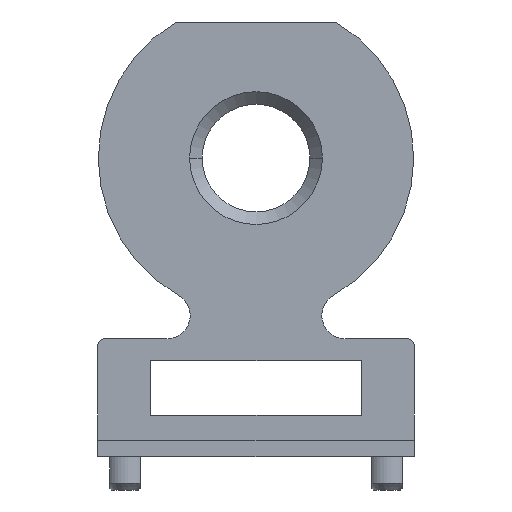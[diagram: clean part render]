
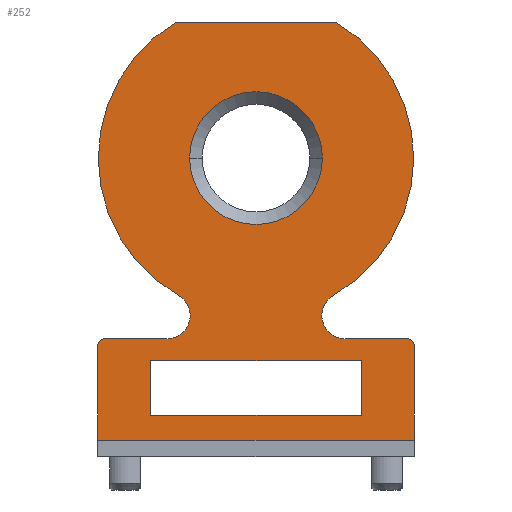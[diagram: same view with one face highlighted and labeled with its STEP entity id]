
A CAD part, front view. The second image highlights one B-rep face of the part: STEP entity #252.
In plain terms, the highlighted planar face has unit normal (0, -1, 0).
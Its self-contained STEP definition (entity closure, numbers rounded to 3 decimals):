
#252=ADVANCED_FACE('',(#644,#645,#646),#647,.F.);
#644=FACE_BOUND('',#1185,.T.);
#645=FACE_OUTER_BOUND('',#1186,.T.);
#646=FACE_BOUND('',#1187,.T.);
#647=PLANE('',#1188);
#1185=EDGE_LOOP('',(#1898,#1899));
#1186=EDGE_LOOP('',(#1900,#1901,#1902,#1903,#1904,#1905,#1906,#1907,#1908,#1909,#1910,#1911));
#1187=EDGE_LOOP('',(#1912,#1913,#1914,#1915,#1916,#1917,#1918,#1919));
#1188=AXIS2_PLACEMENT_3D('',#1920,#1921,#1922);
#1898=ORIENTED_EDGE('',*,*,#3254,.T.);
#1899=ORIENTED_EDGE('',*,*,#3271,.T.);
#1900=ORIENTED_EDGE('',*,*,#3349,.T.);
#1901=ORIENTED_EDGE('',*,*,#3324,.T.);
#1902=ORIENTED_EDGE('',*,*,#3356,.T.);
#1903=ORIENTED_EDGE('',*,*,#3357,.T.);
#1904=ORIENTED_EDGE('',*,*,#3358,.T.);
#1905=ORIENTED_EDGE('',*,*,#3359,.T.);
#1906=ORIENTED_EDGE('',*,*,#3360,.T.);
#1907=ORIENTED_EDGE('',*,*,#3361,.T.);
#1908=ORIENTED_EDGE('',*,*,#3362,.T.);
#1909=ORIENTED_EDGE('',*,*,#3363,.T.);
#1910=ORIENTED_EDGE('',*,*,#3364,.T.);
#1911=ORIENTED_EDGE('',*,*,#3353,.T.);
#1912=ORIENTED_EDGE('',*,*,#3365,.T.);
#1913=ORIENTED_EDGE('',*,*,#3366,.T.);
#1914=ORIENTED_EDGE('',*,*,#3367,.T.);
#1915=ORIENTED_EDGE('',*,*,#3368,.T.);
#1916=ORIENTED_EDGE('',*,*,#3369,.T.);
#1917=ORIENTED_EDGE('',*,*,#3370,.T.);
#1918=ORIENTED_EDGE('',*,*,#3371,.T.);
#1919=ORIENTED_EDGE('',*,*,#3372,.T.);
#1920=CARTESIAN_POINT('',(0.,0.,5.623));
#1921=DIRECTION('',(0.,1.0,0.));
#1922=DIRECTION('',(-1.0,0.,0.0));
#3254=EDGE_CURVE('',#3901,#3898,#3902,.T.);
#3271=EDGE_CURVE('',#3898,#3901,#3924,.T.);
#3324=EDGE_CURVE('',#3999,#3997,#4000,.T.);
#3349=EDGE_CURVE('',#4042,#3999,#4045,.T.);
#3353=EDGE_CURVE('',#4049,#4042,#4050,.T.);
#3356=EDGE_CURVE('',#3997,#4053,#4054,.T.);
#3357=EDGE_CURVE('',#4053,#4055,#4056,.T.);
#3358=EDGE_CURVE('',#4055,#4057,#4058,.T.);
#3359=EDGE_CURVE('',#4057,#4059,#4060,.T.);
#3360=EDGE_CURVE('',#4059,#4061,#4062,.T.);
#3361=EDGE_CURVE('',#4061,#4063,#4064,.T.);
#3362=EDGE_CURVE('',#4063,#4065,#4066,.T.);
#3363=EDGE_CURVE('',#4065,#4067,#4068,.T.);
#3364=EDGE_CURVE('',#4067,#4049,#4069,.T.);
#3365=EDGE_CURVE('',#4070,#4071,#4072,.T.);
#3366=EDGE_CURVE('',#4071,#4073,#4074,.T.);
#3367=EDGE_CURVE('',#4073,#4075,#4076,.T.);
#3368=EDGE_CURVE('',#4075,#4077,#4078,.T.);
#3369=EDGE_CURVE('',#4077,#4079,#4080,.T.);
#3370=EDGE_CURVE('',#4079,#4081,#4082,.T.);
#3371=EDGE_CURVE('',#4081,#4083,#4084,.T.);
#3372=EDGE_CURVE('',#4083,#4070,#4085,.T.);
#3898=VERTEX_POINT('',#4877);
#3901=VERTEX_POINT('',#4881);
#3902=CIRCLE('',#4882,2.0);
#3924=CIRCLE('',#4909,2.0);
#3997=VERTEX_POINT('',#5041);
#3999=VERTEX_POINT('',#5044);
#4000=LINE('',#5045,#5046);
#4042=VERTEX_POINT('',#5098);
#4045=LINE('',#5103,#5104);
#4049=VERTEX_POINT('',#5109);
#4050=LINE('',#5110,#5111);
#4053=VERTEX_POINT('',#5115);
#4054=CIRCLE('',#5116,0.2);
#4055=VERTEX_POINT('',#5117);
#4056=LINE('',#5118,#5119);
#4057=VERTEX_POINT('',#5120);
#4058=CIRCLE('',#5121,0.7);
#4059=VERTEX_POINT('',#5122);
#4060=CIRCLE('',#5123,4.751);
#4061=VERTEX_POINT('',#5124);
#4062=LINE('',#5125,#5126);
#4063=VERTEX_POINT('',#5127);
#4064=CIRCLE('',#5128,4.751);
#4065=VERTEX_POINT('',#5129);
#4066=CIRCLE('',#5130,0.7);
#4067=VERTEX_POINT('',#5131);
#4068=LINE('',#5132,#5133);
#4069=CIRCLE('',#5134,0.2);
#4070=VERTEX_POINT('',#5135);
#4071=VERTEX_POINT('',#5136);
#4072=LINE('',#5137,#5138);
#4073=VERTEX_POINT('',#5139);
#4074=CIRCLE('',#5140,0.01);
#4075=VERTEX_POINT('',#5141);
#4076=LINE('',#5142,#5143);
#4077=VERTEX_POINT('',#5144);
#4078=CIRCLE('',#5145,0.01);
#4079=VERTEX_POINT('',#5146);
#4080=LINE('',#5147,#5148);
#4081=VERTEX_POINT('',#5149);
#4082=CIRCLE('',#5150,0.01);
#4083=VERTEX_POINT('',#5151);
#4084=LINE('',#5152,#5153);
#4085=CIRCLE('',#5154,0.01);
#4877=CARTESIAN_POINT('',(-2.0,0.,9.0));
#4881=CARTESIAN_POINT('',(2.0,0.0,9.0));
#4882=AXIS2_PLACEMENT_3D('',#6243,#6244,#6245);
#4909=AXIS2_PLACEMENT_3D('',#6269,#6270,#6271);
#5041=CARTESIAN_POINT('',(4.765,0.,3.356));
#5044=CARTESIAN_POINT('',(4.765,0.,0.5));
#5045=CARTESIAN_POINT('',(4.765,0.,0.));
#5046=VECTOR('',#6320,1.0);
#5098=CARTESIAN_POINT('',(-4.765,0.,0.5));
#5103=CARTESIAN_POINT('',(0.,0.,0.5));
#5104=VECTOR('',#6363,1.0);
#5109=CARTESIAN_POINT('',(-4.765,0.,3.356));
#5110=CARTESIAN_POINT('',(-4.765,0.,3.356));
#5111=VECTOR('',#6365,1.0);
#5115=CARTESIAN_POINT('',(4.565,0.,3.556));
#5116=AXIS2_PLACEMENT_3D('',#6367,#6368,#6369);
#5117=CARTESIAN_POINT('',(2.684,0.,3.556));
#5118=CARTESIAN_POINT('',(4.565,0.,3.556));
#5119=VECTOR('',#6370,1.0);
#5120=CARTESIAN_POINT('',(2.34,0.,4.865));
#5121=AXIS2_PLACEMENT_3D('',#6371,#6372,#6373);
#5122=CARTESIAN_POINT('',(2.4,0.0,13.1));
#5123=AXIS2_PLACEMENT_3D('',#6374,#6375,#6376);
#5124=CARTESIAN_POINT('',(-2.4,0.0,13.1));
#5125=CARTESIAN_POINT('',(0.,0.,13.1));
#5126=VECTOR('',#6377,1.0);
#5127=CARTESIAN_POINT('',(-2.34,0.,4.865));
#5128=AXIS2_PLACEMENT_3D('',#6378,#6379,#6380);
#5129=CARTESIAN_POINT('',(-2.684,0.,3.556));
#5130=AXIS2_PLACEMENT_3D('',#6381,#6382,#6383);
#5131=CARTESIAN_POINT('',(-4.565,0.,3.556));
#5132=CARTESIAN_POINT('',(-2.684,0.,3.556));
#5133=VECTOR('',#6384,1.0);
#5134=AXIS2_PLACEMENT_3D('',#6385,#6386,#6387);
#5135=CARTESIAN_POINT('',(3.175,0.,2.89));
#5136=CARTESIAN_POINT('',(3.175,0.,1.26));
#5137=CARTESIAN_POINT('',(3.175,0.,4.053));
#5138=VECTOR('',#6388,1.0);
#5139=CARTESIAN_POINT('',(3.165,0.,1.25));
#5140=AXIS2_PLACEMENT_3D('',#6389,#6390,#6391);
#5141=CARTESIAN_POINT('',(-3.165,0.,1.25));
#5142=CARTESIAN_POINT('',(0.,0.,1.25));
#5143=VECTOR('',#6392,1.0);
#5144=CARTESIAN_POINT('',(-3.175,0.,1.26));
#5145=AXIS2_PLACEMENT_3D('',#6393,#6394,#6395);
#5146=CARTESIAN_POINT('',(-3.175,0.,2.89));
#5147=CARTESIAN_POINT('',(-3.175,0.,3.849));
#5148=VECTOR('',#6396,1.0);
#5149=CARTESIAN_POINT('',(-3.165,0.,2.9));
#5150=AXIS2_PLACEMENT_3D('',#6397,#6398,#6399);
#5151=CARTESIAN_POINT('',(3.165,0.,2.9));
#5152=CARTESIAN_POINT('',(0.,0.,2.9));
#5153=VECTOR('',#6400,1.0);
#5154=AXIS2_PLACEMENT_3D('',#6401,#6402,#6403);
#6243=CARTESIAN_POINT('',(0.0,0.,9.0));
#6244=DIRECTION('',(0.,1.0,0.));
#6245=DIRECTION('',(1.0,0.,0.));
#6269=CARTESIAN_POINT('',(0.0,0.,9.0));
#6270=DIRECTION('',(0.,1.0,0.));
#6271=DIRECTION('',(1.0,0.,0.));
#6320=DIRECTION('',(0.,0.,1.0));
#6363=DIRECTION('',(1.0,0.,0.0));
#6365=DIRECTION('',(0.,0.,-1.0));
#6367=CARTESIAN_POINT('',(4.565,0.,3.356));
#6368=DIRECTION('',(0.,-1.0,0.));
#6369=DIRECTION('',(1.0,0.,0.));
#6370=DIRECTION('',(-1.0,0.,0.0));
#6371=CARTESIAN_POINT('',(2.684,0.,4.256));
#6372=DIRECTION('',(0.,1.0,0.));
#6373=DIRECTION('',(0.,0.,-1.0));
#6374=CARTESIAN_POINT('',(0.,0.,9.0));
#6375=DIRECTION('',(0.,-1.0,0.));
#6376=DIRECTION('',(0.492,0.,-0.87));
#6377=DIRECTION('',(-1.0,0.,0.0));
#6378=CARTESIAN_POINT('',(0.,0.,9.0));
#6379=DIRECTION('',(0.,-1.0,0.));
#6380=DIRECTION('',(0.492,0.,-0.87));
#6381=CARTESIAN_POINT('',(-2.684,0.,4.256));
#6382=DIRECTION('',(0.,1.0,0.));
#6383=DIRECTION('',(0.492,0.,0.87));
#6384=DIRECTION('',(-1.0,0.,0.0));
#6385=CARTESIAN_POINT('',(-4.565,0.,3.356));
#6386=DIRECTION('',(0.,-1.0,0.));
#6387=DIRECTION('',(0.,0.,1.0));
#6388=DIRECTION('',(0.,0.,-1.0));
#6389=CARTESIAN_POINT('',(3.165,0.,1.26));
#6390=DIRECTION('',(0.,1.0,0.));
#6391=DIRECTION('',(1.0,0.,0.));
#6392=DIRECTION('',(-1.0,0.,0.));
#6393=CARTESIAN_POINT('',(-3.165,0.,1.26));
#6394=DIRECTION('',(0.,1.0,0.));
#6395=DIRECTION('',(0.,0.,-1.0));
#6396=DIRECTION('',(0.,0.,1.0));
#6397=CARTESIAN_POINT('',(-3.165,0.,2.89));
#6398=DIRECTION('',(0.,1.0,0.));
#6399=DIRECTION('',(-1.0,0.,0.));
#6400=DIRECTION('',(1.0,0.,0.));
#6401=CARTESIAN_POINT('',(3.165,0.,2.89));
#6402=DIRECTION('',(0.,1.0,0.));
#6403=DIRECTION('',(0.,0.,1.0));
